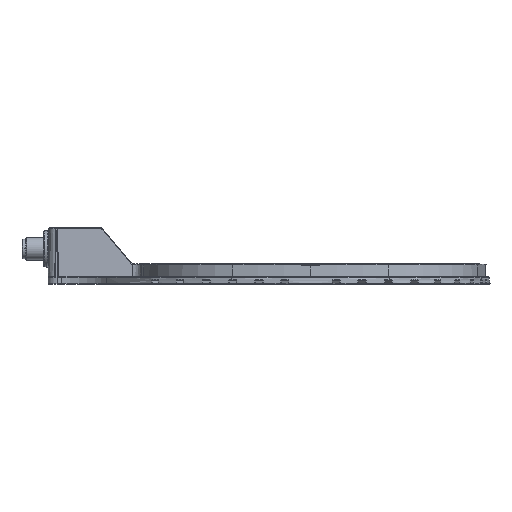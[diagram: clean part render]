
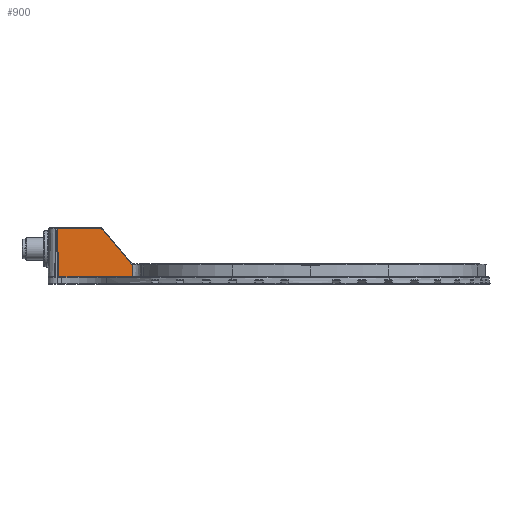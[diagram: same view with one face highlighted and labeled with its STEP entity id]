
A CAD part, top view. The second image highlights one B-rep face of the part: STEP entity #900.
In plain terms, the highlighted face is planar.
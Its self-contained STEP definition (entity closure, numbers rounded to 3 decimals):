
#900 = ADVANCED_FACE ( 'NONE', ( #16711 ), #44481, .T. ) ;
#2651 = VERTEX_POINT ( 'NONE', #31428 ) ;
#3999 = VERTEX_POINT ( 'NONE', #57216 ) ;
#4971 = LINE ( 'NONE', #42838, #6733 ) ;
#6055 = CARTESIAN_POINT ( 'NONE',  ( 0.178, 1.163, -1.176 ) ) ;
#6733 = VECTOR ( 'NONE', #60138, 39.37 ) ;
#6740 = DIRECTION ( 'NONE',  ( -0.013, 0.766, 0.643 ) ) ;
#8300 = VERTEX_POINT ( 'NONE', #58791 ) ;
#10373 = CARTESIAN_POINT ( 'NONE',  ( 0.177, 1.191, -1.116 ) ) ;
#11829 = ORIENTED_EDGE ( 'NONE', *, *, #38674, .T. ) ;
#11927 = VERTEX_POINT ( 'NONE', #44445 ) ;
#13182 = ORIENTED_EDGE ( 'NONE', *, *, #19731, .T. ) ;
#14591 = VECTOR ( 'NONE', #36692, 39.37 ) ;
#14699 = CARTESIAN_POINT ( 'NONE',  ( -342.621, 19640.112, -1.822 ) ) ;
#15332 = LINE ( 'NONE', #68827, #51306 ) ;
#16498 = CARTESIAN_POINT ( 'NONE',  ( 0.177, 1.179, -1.159 ) ) ;
#16711 = FACE_OUTER_BOUND ( 'NONE', #67695, .T. ) ;
#16797 = ORIENTED_EDGE ( 'NONE', *, *, #24999, .F. ) ;
#19731 = EDGE_CURVE ( 'NONE', #11927, #8300, #15332, .T. ) ;
#20097 = DIRECTION ( 'NONE',  ( 0., 0., 1. ) ) ;
#20116 = EDGE_CURVE ( 'NONE', #3999, #36062, #35048, .T. ) ;
#20301 = ORIENTED_EDGE ( 'NONE', *, *, #47158, .F. ) ;
#20776 = EDGE_CURVE ( 'NONE', #50900, #3999, #25629, .T. ) ;
#22483 = DIRECTION ( 'NONE',  ( 1., 0.017, 0. ) ) ;
#22930 = CARTESIAN_POINT ( 'NONE',  ( 0.19, 0.446, -1.778 ) ) ;
#23299 = CARTESIAN_POINT ( 'NONE',  ( 0.191, 0.432, -1.79 ) ) ;
#24559 = CARTESIAN_POINT ( 'NONE',  ( 0.191, 0.413, -1.822 ) ) ;
#24999 = EDGE_CURVE ( 'NONE', #59511, #8300, #69169, .T. ) ;
#25629 = B_SPLINE_CURVE_WITH_KNOTS ( 'NONE', 3,
 ( #6055, #49325, #16498, #60846, #32018, #10373 ),
 .UNSPECIFIED., .F., .F.,
 ( 4, 2, 4 ),
 ( 0., 0.5, 1. ),
 .UNSPECIFIED. ) ;
#26489 = EDGE_CURVE ( 'NONE', #36062, #11927, #4971, .T. ) ;
#29682 = VECTOR ( 'NONE', #20097, 39.37 ) ;
#29993 = B_SPLINE_CURVE_WITH_KNOTS ( 'NONE', 3,
 ( #22930, #23299, #66941, #49638 ),
 .UNSPECIFIED., .F., .F.,
 ( 4, 4 ),
 ( 0., 1. ),
 .UNSPECIFIED. ) ;
#31428 = CARTESIAN_POINT ( 'NONE',  ( 0.19, 0.446, -1.778 ) ) ;
#32018 = CARTESIAN_POINT ( 'NONE',  ( 0.177, 1.191, -1.127 ) ) ;
#33053 = CARTESIAN_POINT ( 'NONE',  ( 0.177, 1.191, -0.207 ) ) ;
#33163 = EDGE_CURVE ( 'NONE', #59511, #48926, #47538, .T. ) ;
#35048 = LINE ( 'NONE', #35770, #49028 ) ;
#35770 = CARTESIAN_POINT ( 'NONE',  ( 0.177, 1.191, -5.669 ) ) ;
#36062 = VERTEX_POINT ( 'NONE', #33053 ) ;
#36692 = DIRECTION ( 'NONE',  ( -0.017, 1., 0. ) ) ;
#37043 = CARTESIAN_POINT ( 'NONE',  ( 0.195, 0.148, -2.083 ) ) ;
#37327 = DIRECTION ( 'NONE',  ( 0., 0., -1. ) ) ;
#37393 = VECTOR ( 'NONE', #6740, 39.37 ) ;
#38602 = CARTESIAN_POINT ( 'NONE',  ( 0.195, 0.148, -1.822 ) ) ;
#38674 = EDGE_CURVE ( 'NONE', #2651, #50900, #61539, .T. ) ;
#39079 = DIRECTION ( 'NONE',  ( -0.017, 1., 0. ) ) ;
#42838 = CARTESIAN_POINT ( 'NONE',  ( 0.177, 1.191, -0.207 ) ) ;
#44445 = CARTESIAN_POINT ( 'NONE',  ( 0.195, 0.148, -0.225 ) ) ;
#44481 = PLANE ( 'NONE',  #47181 ) ;
#45892 = ORIENTED_EDGE ( 'NONE', *, *, #26489, .T. ) ;
#47158 = EDGE_CURVE ( 'NONE', #2651, #48926, #29993, .T. ) ;
#47181 = AXIS2_PLACEMENT_3D ( 'NONE', #54940, #22483, #39079 ) ;
#47538 = LINE ( 'NONE', #14699, #14591 ) ;
#48926 = VERTEX_POINT ( 'NONE', #24559 ) ;
#49028 = VECTOR ( 'NONE', #57758, 39.37 ) ;
#49325 = CARTESIAN_POINT ( 'NONE',  ( 0.178, 1.172, -1.169 ) ) ;
#49638 = CARTESIAN_POINT ( 'NONE',  ( 0.191, 0.413, -1.822 ) ) ;
#50900 = VERTEX_POINT ( 'NONE', #56251 ) ;
#51306 = VECTOR ( 'NONE', #37327, 39.37 ) ;
#54940 = CARTESIAN_POINT ( 'NONE',  ( 0.197, 0.069, -5.669 ) ) ;
#55820 = ORIENTED_EDGE ( 'NONE', *, *, #20776, .T. ) ;
#56125 = CARTESIAN_POINT ( 'NONE',  ( 0.19, 0.446, -1.778 ) ) ;
#56251 = CARTESIAN_POINT ( 'NONE',  ( 0.178, 1.163, -1.176 ) ) ;
#57216 = CARTESIAN_POINT ( 'NONE',  ( 0.177, 1.191, -1.116 ) ) ;
#57758 = DIRECTION ( 'NONE',  ( 0., 0., 1. ) ) ;
#58791 = CARTESIAN_POINT ( 'NONE',  ( 0.195, 0.148, -0.434 ) ) ;
#59511 = VERTEX_POINT ( 'NONE', #38602 ) ;
#60138 = DIRECTION ( 'NONE',  ( 0.017, -1., -0.017 ) ) ;
#60846 = CARTESIAN_POINT ( 'NONE',  ( 0.177, 1.189, -1.138 ) ) ;
#61539 = LINE ( 'NONE', #56125, #37393 ) ;
#63826 = ORIENTED_EDGE ( 'NONE', *, *, #33163, .T. ) ;
#66941 = CARTESIAN_POINT ( 'NONE',  ( 0.191, 0.42, -1.805 ) ) ;
#67695 = EDGE_LOOP ( 'NONE', ( #13182, #16797, #63826, #20301, #11829, #55820, #68441, #45892 ) ) ;
#68441 = ORIENTED_EDGE ( 'NONE', *, *, #20116, .T. ) ;
#68827 = CARTESIAN_POINT ( 'NONE',  ( 0.195, 0.148, -5.669 ) ) ;
#69169 = LINE ( 'NONE', #37043, #29682 ) ;
